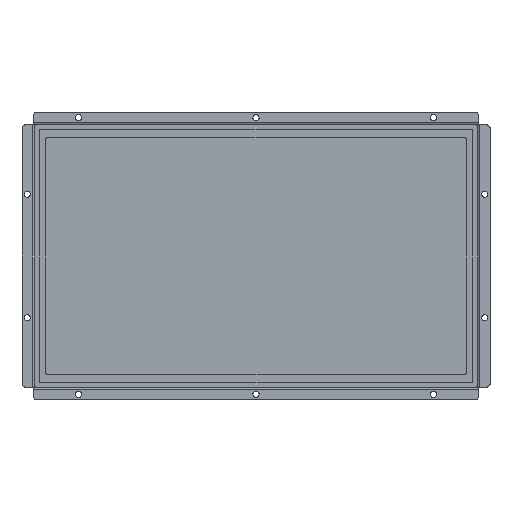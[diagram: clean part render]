
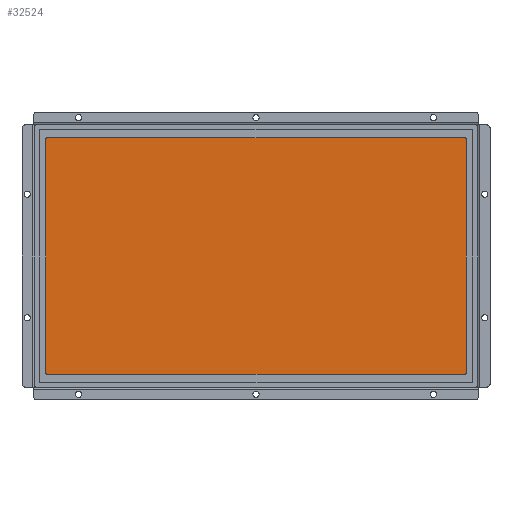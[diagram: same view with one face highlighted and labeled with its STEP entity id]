
A CAD part, front view. The second image highlights one B-rep face of the part: STEP entity #32524.
In plain terms, the highlighted face is planar.
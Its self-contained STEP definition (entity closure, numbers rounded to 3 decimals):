
#1508=CIRCLE('',#34831,2.);
#1509=CIRCLE('',#34832,2.);
#1510=CIRCLE('',#34833,2.);
#1511=CIRCLE('',#34834,2.);
#2894=FACE_OUTER_BOUND('',#4750,.T.);
#4750=EDGE_LOOP('',(#21017,#21018,#21019,#21020,#21021,#21022,#21023,#21024));
#6885=LINE('',#47154,#9981);
#6886=LINE('',#47158,#9982);
#6887=LINE('',#47162,#9983);
#6888=LINE('',#47165,#9984);
#9981=VECTOR('',#37948,10.);
#9982=VECTOR('',#37951,10.);
#9983=VECTOR('',#37954,10.);
#9984=VECTOR('',#37957,10.);
#13085=VERTEX_POINT('',#47150);
#13086=VERTEX_POINT('',#47151);
#13087=VERTEX_POINT('',#47153);
#13088=VERTEX_POINT('',#47155);
#13089=VERTEX_POINT('',#47157);
#13090=VERTEX_POINT('',#47159);
#13091=VERTEX_POINT('',#47161);
#13092=VERTEX_POINT('',#47163);
#16211=EDGE_CURVE('',#13085,#13086,#1508,.T.);
#16212=EDGE_CURVE('',#13087,#13085,#6885,.T.);
#16213=EDGE_CURVE('',#13088,#13087,#1509,.T.);
#16214=EDGE_CURVE('',#13089,#13088,#6886,.T.);
#16215=EDGE_CURVE('',#13090,#13089,#1510,.T.);
#16216=EDGE_CURVE('',#13091,#13090,#6887,.T.);
#16217=EDGE_CURVE('',#13092,#13091,#1511,.T.);
#16218=EDGE_CURVE('',#13086,#13092,#6888,.T.);
#21017=ORIENTED_EDGE('',*,*,#16211,.T.);
#21018=ORIENTED_EDGE('',*,*,#16218,.T.);
#21019=ORIENTED_EDGE('',*,*,#16217,.T.);
#21020=ORIENTED_EDGE('',*,*,#16216,.T.);
#21021=ORIENTED_EDGE('',*,*,#16215,.T.);
#21022=ORIENTED_EDGE('',*,*,#16214,.T.);
#21023=ORIENTED_EDGE('',*,*,#16213,.T.);
#21024=ORIENTED_EDGE('',*,*,#16212,.T.);
#30242=PLANE('',#34857);
#32524=ADVANCED_FACE('',(#2894),#30242,.T.);
#34831=AXIS2_PLACEMENT_3D('',#47152,#37946,#37947);
#34832=AXIS2_PLACEMENT_3D('',#47156,#37949,#37950);
#34833=AXIS2_PLACEMENT_3D('',#47160,#37952,#37953);
#34834=AXIS2_PLACEMENT_3D('',#47164,#37955,#37956);
#34857=AXIS2_PLACEMENT_3D('',#47232,#38026,#38027);
#37946=DIRECTION('center_axis',(0.,0.,1.));
#37947=DIRECTION('ref_axis',(-1.,0.,0.));
#37948=DIRECTION('',(0.,1.,0.));
#37949=DIRECTION('center_axis',(0.,0.,1.));
#37950=DIRECTION('ref_axis',(0.,1.,0.));
#37951=DIRECTION('',(1.,0.,0.));
#37952=DIRECTION('center_axis',(0.,0.,1.));
#37953=DIRECTION('ref_axis',(1.,0.,0.));
#37954=DIRECTION('',(0.,-1.,0.));
#37955=DIRECTION('center_axis',(0.,0.,1.));
#37956=DIRECTION('ref_axis',(0.,-1.,0.));
#37957=DIRECTION('',(-1.,0.,0.));
#38026=DIRECTION('center_axis',(0.,0.,1.));
#38027=DIRECTION('ref_axis',(1.,0.,0.));
#47150=CARTESIAN_POINT('',(204.48,113.02,12.));
#47151=CARTESIAN_POINT('',(202.48,115.02,12.));
#47152=CARTESIAN_POINT('Origin',(202.48,113.02,12.));
#47153=CARTESIAN_POINT('',(204.48,-113.02,12.));
#47154=CARTESIAN_POINT('',(204.48,-56.51,12.));
#47155=CARTESIAN_POINT('',(202.48,-115.02,12.));
#47156=CARTESIAN_POINT('Origin',(202.48,-113.02,12.));
#47157=CARTESIAN_POINT('',(-202.48,-115.02,12.));
#47158=CARTESIAN_POINT('',(-101.24,-115.02,12.));
#47159=CARTESIAN_POINT('',(-204.48,-113.02,12.));
#47160=CARTESIAN_POINT('Origin',(-202.48,-113.02,12.));
#47161=CARTESIAN_POINT('',(-204.48,113.02,12.));
#47162=CARTESIAN_POINT('',(-204.48,56.51,12.));
#47163=CARTESIAN_POINT('',(-202.48,115.02,12.));
#47164=CARTESIAN_POINT('Origin',(-202.48,113.02,12.));
#47165=CARTESIAN_POINT('',(101.24,115.02,12.));
#47232=CARTESIAN_POINT('Origin',(0.,0.,12.));
